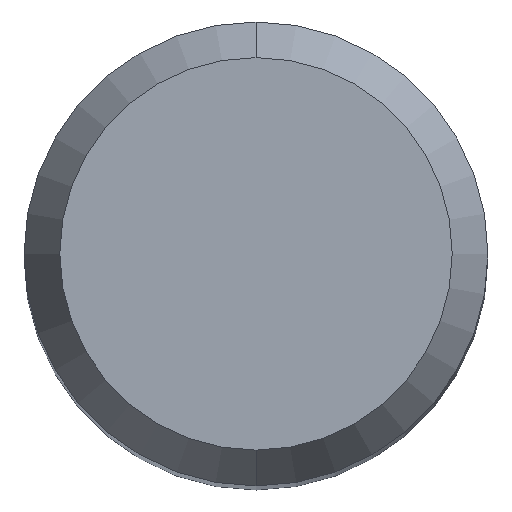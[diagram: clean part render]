
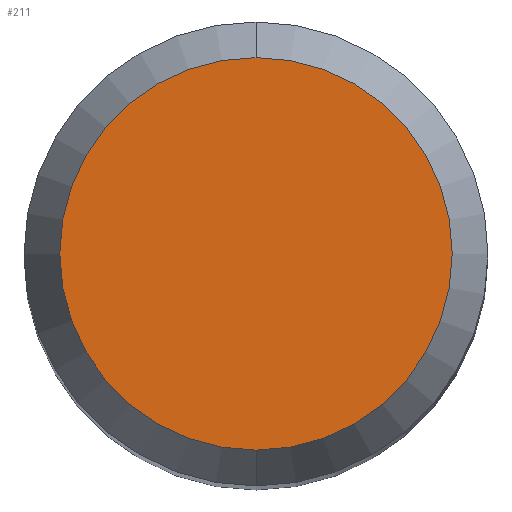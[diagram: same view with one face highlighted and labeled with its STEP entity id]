
A CAD part, top view. The second image highlights one B-rep face of the part: STEP entity #211.
In plain terms, the highlighted planar face has unit normal (0, 0, 1).
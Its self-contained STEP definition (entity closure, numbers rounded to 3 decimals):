
#211=ADVANCED_FACE('',(#491),#492,.T.);
#281=EDGE_CURVE('',#309,#283,#570,.T.);
#283=VERTEX_POINT('',#572);
#309=VERTEX_POINT('',#599);
#337=EDGE_CURVE('',#283,#309,#628,.T.);
#491=FACE_OUTER_BOUND('',#829,.T.);
#492=PLANE('',#830);
#570=CIRCLE('',#1015,2.538);
#572=CARTESIAN_POINT('',(0.0,2.538,29.905));
#599=CARTESIAN_POINT('',(0.,-2.538,29.905));
#628=CIRCLE('',#1148,2.538);
#829=EDGE_LOOP('',(#1401,#1402));
#830=AXIS2_PLACEMENT_3D('',#1403,#1404,#1405);
#1015=AXIS2_PLACEMENT_3D('',#1496,#1497,#1498);
#1148=AXIS2_PLACEMENT_3D('',#1529,#1530,#1531);
#1401=ORIENTED_EDGE('',*,*,#337,.F.);
#1402=ORIENTED_EDGE('',*,*,#281,.F.);
#1403=CARTESIAN_POINT('',(0.0,1.269,29.905));
#1404=DIRECTION('',(-0.0,0.0,1.0));
#1405=DIRECTION('',(0.0,-1.0,0.0));
#1496=CARTESIAN_POINT('',(0.0,0.0,29.905));
#1497=DIRECTION('',(0.0,0.0,-1.0));
#1498=DIRECTION('',(0.0,1.0,0.0));
#1529=CARTESIAN_POINT('',(0.0,0.0,29.905));
#1530=DIRECTION('',(0.0,0.0,-1.0));
#1531=DIRECTION('',(0.0,1.0,0.0));
